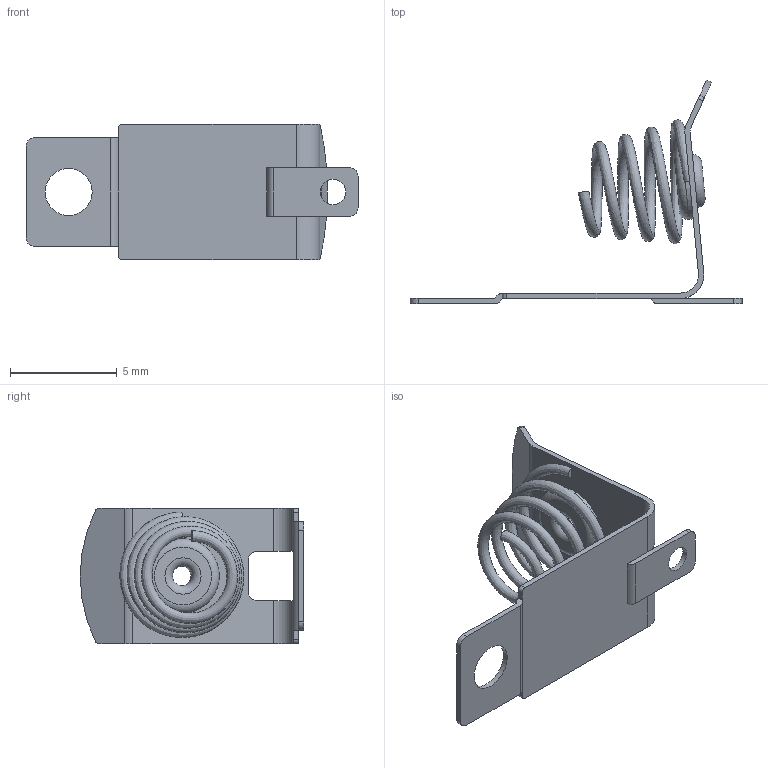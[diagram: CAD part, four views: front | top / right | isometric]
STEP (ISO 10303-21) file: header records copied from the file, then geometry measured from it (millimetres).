
FILE_DESCRIPTION(/* description */ (''),/* implementation_level */ '2;1');
FILE_NAME(/* name */ 'MY-AAA-22-J v3.step',/* time_stamp */ '2025-08-08T20:59:57+02:00',/* author */ (''),/* organization */ (''),/* preprocessor_version */ 'ST-DEVELOPER v20.1',/* originating_system */ 'Autodesk Translation Framework v14.10.0.0',/* authorisation */ '');
FILE_SCHEMA (('AUTOMOTIVE_DESIGN { 1 0 10303 214 3 1 1 }'));
Length unit declared in the file: millimetre
Products named in the file (1): MY-AAA-22-J
Bounding box: 15.57 x 10.49 x 6.35 mm (x, y, z)
Volume: 51.9 mm3; surface area: 395.3 mm2
Topology: 1 solids, 1 shells, 57 faces, 158 edges, 102 vertices
Faces by surface type: plane 28, cylinder 21, bspline 5, torus 3
Full cylindrical faces by diameter (mm): 0.9 x1, 1.19 x1, 2.2 x1, 3.5 x1
Entity records: 2566 total; most frequent: CARTESIAN_POINT 1054, ORIENTED_EDGE 316, DIRECTION 302, EDGE_CURVE 158, AXIS2_PLACEMENT_3D 104, VERTEX_POINT 102, LINE 94, VECTOR 94
